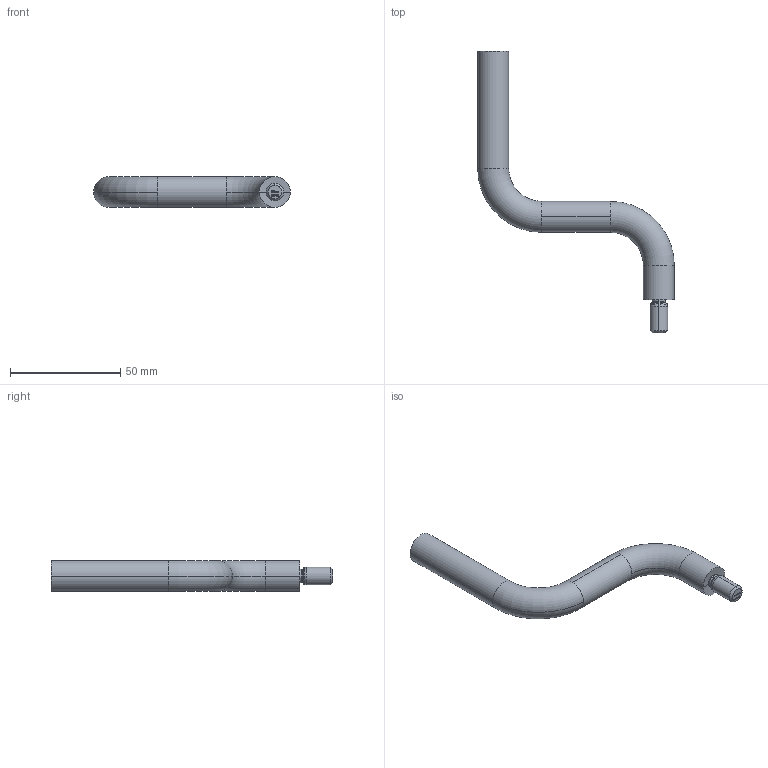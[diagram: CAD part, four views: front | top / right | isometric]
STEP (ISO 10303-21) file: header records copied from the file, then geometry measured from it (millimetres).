
FILE_DESCRIPTION (( 'STEP AP203' ), '1' );
FILE_NAME ('50249-240.STEP', '2018-08-08T12:32:20', ( '' ), ( '' ), 'SwSTEP 2.0', 'SolidWorks 2015', '' );
FILE_SCHEMA (( 'CONFIG_CONTROL_DESIGN' ));
Length unit declared in the file: millimetre
Products named in the file (1): 50249-240
Bounding box: 89 x 127.5 x 14 mm (x, y, z)
Volume: 26103.7 mm3; surface area: 8365.4 mm2
Topology: 1 solids, 1 shells, 265 faces, 686 edges, 447 vertices
Faces by surface type: plane 132, bspline 95, cylinder 14, torus 12, cone 12
Entity records: 13443 total; most frequent: CARTESIAN_POINT 7508, ORIENTED_EDGE 1368, DIRECTION 894, EDGE_CURVE 684, VERTEX_POINT 447, LINE 436, VECTOR 436, EDGE_LOOP 291
